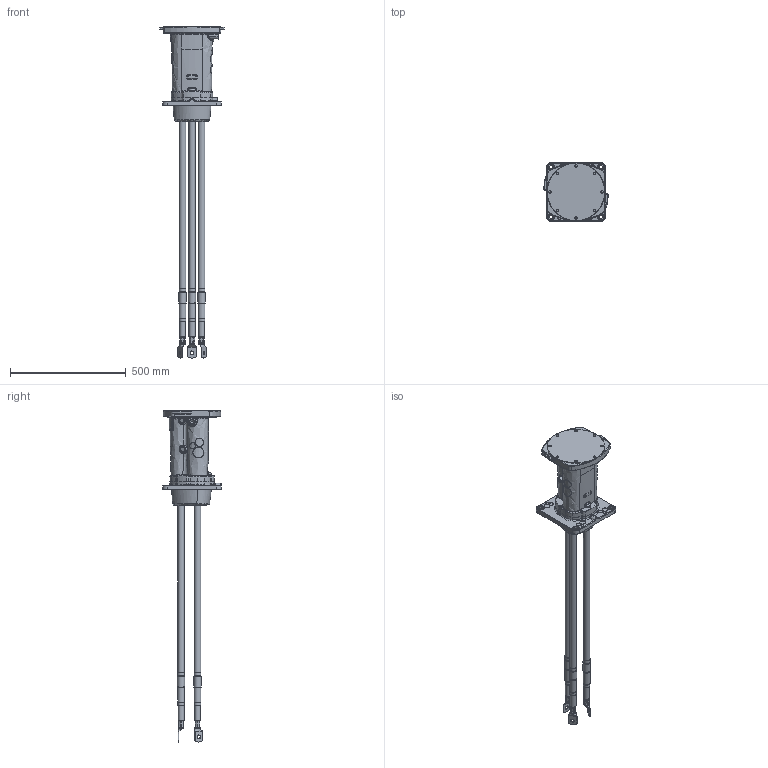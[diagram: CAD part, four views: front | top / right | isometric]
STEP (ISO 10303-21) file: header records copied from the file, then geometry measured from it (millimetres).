
FILE_DESCRIPTION(/* description */ (''),/* implementation_level */ '2;1');
FILE_NAME(/* name */ 'RS1072_SLD.stp',/* time_stamp */ '2021-01-14T09:26:32+10:00',/* author */ ('d.jensen609'),/* organization */ (''),/* preprocessor_version */ 'ST-DEVELOPER v16.5',/* originating_system */ 'Autodesk Inventor 2017',/* authorisation */ '');
FILE_SCHEMA (('AUTOMOTIVE_DESIGN { 1 0 10303 214 3 1 1 }'));
Products named in the file (7): RS1072_SLD; 2671 Customer File; 2672_SLD; Contact Cable With Crimp Lug; 240 x 6; 185mm2 3kv Single Core 1 Metre Long; Cold Shrink Sleeve 2
Assembly tree (8 placements, depth 3):
  RS1072_SLD
    2671 Customer File
    2672_SLD
    Contact Cable With Crimp Lug  x3
      240 x 6
      185mm2 3kv Single Core 1 Metre Long
      Cold Shrink Sleeve 2
Bounding box: 279 x 254 x 1435.84 mm (x, y, z)
Volume: 12272468.8 mm3; surface area: 1320902.8 mm2
Topology: 38 solids, 38 shells, 1260 faces, 2846 edges, 1610 vertices
Faces by surface type: bspline 533, cylinder 296, plane 223, torus 140, cone 57, sphere 11
Full cylindrical faces by diameter (mm): 11 x8, 13.5 x4, 16 x3, 20 x3, 24 x3, 26 x12, 28 x18, 30 x12, 32 x3, 250 x1
Entity records: 51388 total; most frequent: CARTESIAN_POINT 32766, ORIENTED_EDGE 3960, DIRECTION 3515, EDGE_CURVE 1956, AXIS2_PLACEMENT_3D 1616, VERTEX_POINT 1203, EDGE_LOOP 1037, CIRCLE 908
